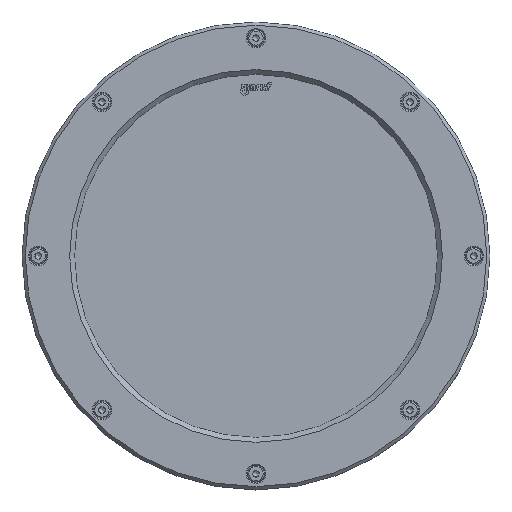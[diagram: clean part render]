
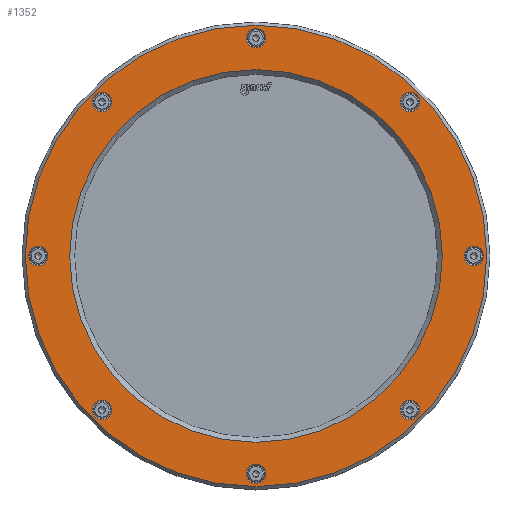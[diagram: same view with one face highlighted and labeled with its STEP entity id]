
A CAD part, top view. The second image highlights one B-rep face of the part: STEP entity #1352.
In plain terms, the highlighted planar face has unit normal (0, 0, 1).
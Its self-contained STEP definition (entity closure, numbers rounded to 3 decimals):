
#1147=CARTESIAN_POINT('',(-0.,115.5,25.5));
#1148=DIRECTION('',(0.,0.,1.));
#1149=DIRECTION('',(1.,0.,0.));
#1150=AXIS2_PLACEMENT_3D('',#1147,#1148,#1149);
#1151=PLANE('',#1150);
#1152=CARTESIAN_POINT('',(101.459,95.459,25.5));
#1153=VERTEX_POINT('',#1152);
#1154=CARTESIAN_POINT('',(89.459,95.459,25.5));
#1155=VERTEX_POINT('',#1154);
#1156=CARTESIAN_POINT('',(95.459,95.459,25.5));
#1157=DIRECTION('',(-0.,-0.,-1.));
#1158=DIRECTION('',(1.,0.,-0.));
#1159=AXIS2_PLACEMENT_3D('',#1156,#1157,#1158);
#1160=CIRCLE('',#1159,6.);
#1161=EDGE_CURVE('',#1153,#1155,#1160,.T.);
#1162=ORIENTED_EDGE('',*,*,#1161,.T.);
#1163=CARTESIAN_POINT('',(95.459,95.459,25.5));
#1164=DIRECTION('',(-0.,-0.,-1.));
#1165=DIRECTION('',(1.,0.,-0.));
#1166=AXIS2_PLACEMENT_3D('',#1163,#1164,#1165);
#1167=CIRCLE('',#1166,6.);
#1168=EDGE_CURVE('',#1155,#1153,#1167,.T.);
#1169=ORIENTED_EDGE('',*,*,#1168,.T.);
#1170=EDGE_LOOP('',(#1162,#1169));
#1171=FACE_BOUND('',#1170,.T.);
#1172=CARTESIAN_POINT('',(6.,135.,25.5));
#1173=VERTEX_POINT('',#1172);
#1174=CARTESIAN_POINT('',(-6.,135.,25.5));
#1175=VERTEX_POINT('',#1174);
#1176=CARTESIAN_POINT('',(-0.,135.,25.5));
#1177=DIRECTION('',(-0.,-0.,-1.));
#1178=DIRECTION('',(1.,0.,-0.));
#1179=AXIS2_PLACEMENT_3D('',#1176,#1177,#1178);
#1180=CIRCLE('',#1179,6.);
#1181=EDGE_CURVE('',#1173,#1175,#1180,.T.);
#1182=ORIENTED_EDGE('',*,*,#1181,.T.);
#1183=CARTESIAN_POINT('',(-0.,135.,25.5));
#1184=DIRECTION('',(-0.,-0.,-1.));
#1185=DIRECTION('',(1.,0.,-0.));
#1186=AXIS2_PLACEMENT_3D('',#1183,#1184,#1185);
#1187=CIRCLE('',#1186,6.);
#1188=EDGE_CURVE('',#1175,#1173,#1187,.T.);
#1189=ORIENTED_EDGE('',*,*,#1188,.T.);
#1190=EDGE_LOOP('',(#1182,#1189));
#1191=FACE_BOUND('',#1190,.T.);
#1192=CARTESIAN_POINT('',(-101.459,95.459,25.5));
#1193=VERTEX_POINT('',#1192);
#1194=CARTESIAN_POINT('',(-89.459,95.459,25.5));
#1195=VERTEX_POINT('',#1194);
#1196=CARTESIAN_POINT('',(-95.459,95.459,25.5));
#1197=DIRECTION('',(-0.,-0.,-1.));
#1198=DIRECTION('',(1.,0.,-0.));
#1199=AXIS2_PLACEMENT_3D('',#1196,#1197,#1198);
#1200=CIRCLE('',#1199,6.);
#1201=EDGE_CURVE('',#1193,#1195,#1200,.T.);
#1202=ORIENTED_EDGE('',*,*,#1201,.T.);
#1203=CARTESIAN_POINT('',(-95.459,95.459,25.5));
#1204=DIRECTION('',(-0.,-0.,-1.));
#1205=DIRECTION('',(1.,0.,-0.));
#1206=AXIS2_PLACEMENT_3D('',#1203,#1204,#1205);
#1207=CIRCLE('',#1206,6.);
#1208=EDGE_CURVE('',#1195,#1193,#1207,.T.);
#1209=ORIENTED_EDGE('',*,*,#1208,.T.);
#1210=EDGE_LOOP('',(#1202,#1209));
#1211=FACE_BOUND('',#1210,.T.);
#1212=CARTESIAN_POINT('',(-141.,0.,25.5));
#1213=VERTEX_POINT('',#1212);
#1214=CARTESIAN_POINT('',(-129.,0.,25.5));
#1215=VERTEX_POINT('',#1214);
#1216=CARTESIAN_POINT('',(-135.,0.,25.5));
#1217=DIRECTION('',(-0.,-0.,-1.));
#1218=DIRECTION('',(1.,0.,-0.));
#1219=AXIS2_PLACEMENT_3D('',#1216,#1217,#1218);
#1220=CIRCLE('',#1219,6.);
#1221=EDGE_CURVE('',#1213,#1215,#1220,.T.);
#1222=ORIENTED_EDGE('',*,*,#1221,.T.);
#1223=CARTESIAN_POINT('',(-135.,0.,25.5));
#1224=DIRECTION('',(-0.,-0.,-1.));
#1225=DIRECTION('',(1.,0.,-0.));
#1226=AXIS2_PLACEMENT_3D('',#1223,#1224,#1225);
#1227=CIRCLE('',#1226,6.);
#1228=EDGE_CURVE('',#1215,#1213,#1227,.T.);
#1229=ORIENTED_EDGE('',*,*,#1228,.T.);
#1230=EDGE_LOOP('',(#1222,#1229));
#1231=FACE_BOUND('',#1230,.T.);
#1232=CARTESIAN_POINT('',(89.459,-95.459,25.5));
#1233=VERTEX_POINT('',#1232);
#1234=CARTESIAN_POINT('',(101.459,-95.459,25.5));
#1235=VERTEX_POINT('',#1234);
#1236=CARTESIAN_POINT('',(95.459,-95.459,25.5));
#1237=DIRECTION('',(-0.,-0.,-1.));
#1238=DIRECTION('',(1.,0.,-0.));
#1239=AXIS2_PLACEMENT_3D('',#1236,#1237,#1238);
#1240=CIRCLE('',#1239,6.);
#1241=EDGE_CURVE('',#1233,#1235,#1240,.T.);
#1242=ORIENTED_EDGE('',*,*,#1241,.T.);
#1243=CARTESIAN_POINT('',(95.459,-95.459,25.5));
#1244=DIRECTION('',(-0.,-0.,-1.));
#1245=DIRECTION('',(1.,0.,-0.));
#1246=AXIS2_PLACEMENT_3D('',#1243,#1244,#1245);
#1247=CIRCLE('',#1246,6.);
#1248=EDGE_CURVE('',#1235,#1233,#1247,.T.);
#1249=ORIENTED_EDGE('',*,*,#1248,.T.);
#1250=EDGE_LOOP('',(#1242,#1249));
#1251=FACE_BOUND('',#1250,.T.);
#1252=CARTESIAN_POINT('',(-6.,-135.,25.5));
#1253=VERTEX_POINT('',#1252);
#1254=CARTESIAN_POINT('',(6.,-135.,25.5));
#1255=VERTEX_POINT('',#1254);
#1256=CARTESIAN_POINT('',(-0.,-135.,25.5));
#1257=DIRECTION('',(-0.,-0.,-1.));
#1258=DIRECTION('',(1.,0.,-0.));
#1259=AXIS2_PLACEMENT_3D('',#1256,#1257,#1258);
#1260=CIRCLE('',#1259,6.);
#1261=EDGE_CURVE('',#1253,#1255,#1260,.T.);
#1262=ORIENTED_EDGE('',*,*,#1261,.T.);
#1263=CARTESIAN_POINT('',(-0.,-135.,25.5));
#1264=DIRECTION('',(-0.,-0.,-1.));
#1265=DIRECTION('',(1.,0.,-0.));
#1266=AXIS2_PLACEMENT_3D('',#1263,#1264,#1265);
#1267=CIRCLE('',#1266,6.);
#1268=EDGE_CURVE('',#1255,#1253,#1267,.T.);
#1269=ORIENTED_EDGE('',*,*,#1268,.T.);
#1270=EDGE_LOOP('',(#1262,#1269));
#1271=FACE_BOUND('',#1270,.T.);
#1272=CARTESIAN_POINT('',(129.,0.,25.5));
#1273=VERTEX_POINT('',#1272);
#1274=CARTESIAN_POINT('',(141.,0.,25.5));
#1275=VERTEX_POINT('',#1274);
#1276=CARTESIAN_POINT('',(135.,0.,25.5));
#1277=DIRECTION('',(-0.,-0.,-1.));
#1278=DIRECTION('',(1.,0.,-0.));
#1279=AXIS2_PLACEMENT_3D('',#1276,#1277,#1278);
#1280=CIRCLE('',#1279,6.);
#1281=EDGE_CURVE('',#1273,#1275,#1280,.T.);
#1282=ORIENTED_EDGE('',*,*,#1281,.T.);
#1283=CARTESIAN_POINT('',(135.,0.,25.5));
#1284=DIRECTION('',(-0.,-0.,-1.));
#1285=DIRECTION('',(1.,0.,-0.));
#1286=AXIS2_PLACEMENT_3D('',#1283,#1284,#1285);
#1287=CIRCLE('',#1286,6.);
#1288=EDGE_CURVE('',#1275,#1273,#1287,.T.);
#1289=ORIENTED_EDGE('',*,*,#1288,.T.);
#1290=EDGE_LOOP('',(#1282,#1289));
#1291=FACE_BOUND('',#1290,.T.);
#1292=CARTESIAN_POINT('',(-89.459,-95.459,25.5));
#1293=VERTEX_POINT('',#1292);
#1294=CARTESIAN_POINT('',(-101.459,-95.459,25.5));
#1295=VERTEX_POINT('',#1294);
#1296=CARTESIAN_POINT('',(-95.459,-95.459,25.5));
#1297=DIRECTION('',(-0.,-0.,-1.));
#1298=DIRECTION('',(1.,0.,-0.));
#1299=AXIS2_PLACEMENT_3D('',#1296,#1297,#1298);
#1300=CIRCLE('',#1299,6.);
#1301=EDGE_CURVE('',#1293,#1295,#1300,.T.);
#1302=ORIENTED_EDGE('',*,*,#1301,.T.);
#1303=CARTESIAN_POINT('',(-95.459,-95.459,25.5));
#1304=DIRECTION('',(-0.,-0.,-1.));
#1305=DIRECTION('',(1.,0.,-0.));
#1306=AXIS2_PLACEMENT_3D('',#1303,#1304,#1305);
#1307=CIRCLE('',#1306,6.);
#1308=EDGE_CURVE('',#1295,#1293,#1307,.T.);
#1309=ORIENTED_EDGE('',*,*,#1308,.T.);
#1310=EDGE_LOOP('',(#1302,#1309));
#1311=FACE_BOUND('',#1310,.T.);
#1312=CARTESIAN_POINT('',(143.,-0.,25.5));
#1313=VERTEX_POINT('',#1312);
#1314=CARTESIAN_POINT('',(-143.,-0.,25.5));
#1315=VERTEX_POINT('',#1314);
#1316=CARTESIAN_POINT('',(-0.,-0.,25.5));
#1317=DIRECTION('',(0.,0.,1.));
#1318=DIRECTION('',(1.,0.,-0.));
#1319=AXIS2_PLACEMENT_3D('',#1316,#1317,#1318);
#1320=CIRCLE('',#1319,143.);
#1321=EDGE_CURVE('',#1313,#1315,#1320,.T.);
#1322=ORIENTED_EDGE('',*,*,#1321,.T.);
#1323=CARTESIAN_POINT('',(-0.,-0.,25.5));
#1324=DIRECTION('',(0.,0.,1.));
#1325=DIRECTION('',(1.,0.,-0.));
#1326=AXIS2_PLACEMENT_3D('',#1323,#1324,#1325);
#1327=CIRCLE('',#1326,143.);
#1328=EDGE_CURVE('',#1315,#1313,#1327,.T.);
#1329=ORIENTED_EDGE('',*,*,#1328,.T.);
#1330=EDGE_LOOP('',(#1322,#1329));
#1331=FACE_BOUND('',#1330,.T.);
#1332=CARTESIAN_POINT('',(115.5,-0.,25.5));
#1333=VERTEX_POINT('',#1332);
#1334=CARTESIAN_POINT('',(-115.5,-0.,25.5));
#1335=VERTEX_POINT('',#1334);
#1336=CARTESIAN_POINT('',(-0.,-0.,25.5));
#1337=DIRECTION('',(-0.,-0.,-1.));
#1338=DIRECTION('',(1.,0.,-0.));
#1339=AXIS2_PLACEMENT_3D('',#1336,#1337,#1338);
#1340=CIRCLE('',#1339,115.5);
#1341=EDGE_CURVE('NONE',#1333,#1335,#1340,.T.);
#1342=ORIENTED_EDGE('',*,*,#1341,.T.);
#1343=CARTESIAN_POINT('',(-0.,-0.,25.5));
#1344=DIRECTION('',(-0.,-0.,-1.));
#1345=DIRECTION('',(1.,0.,-0.));
#1346=AXIS2_PLACEMENT_3D('',#1343,#1344,#1345);
#1347=CIRCLE('',#1346,115.5);
#1348=EDGE_CURVE('NONE',#1335,#1333,#1347,.T.);
#1349=ORIENTED_EDGE('',*,*,#1348,.T.);
#1350=EDGE_LOOP('',(#1342,#1349));
#1351=FACE_BOUND('',#1350,.T.);
#1352=ADVANCED_FACE('',(#1171,#1191,#1211,#1231,#1251,#1271,#1291,#1311,#1331,#1351),#1151,.T.);
